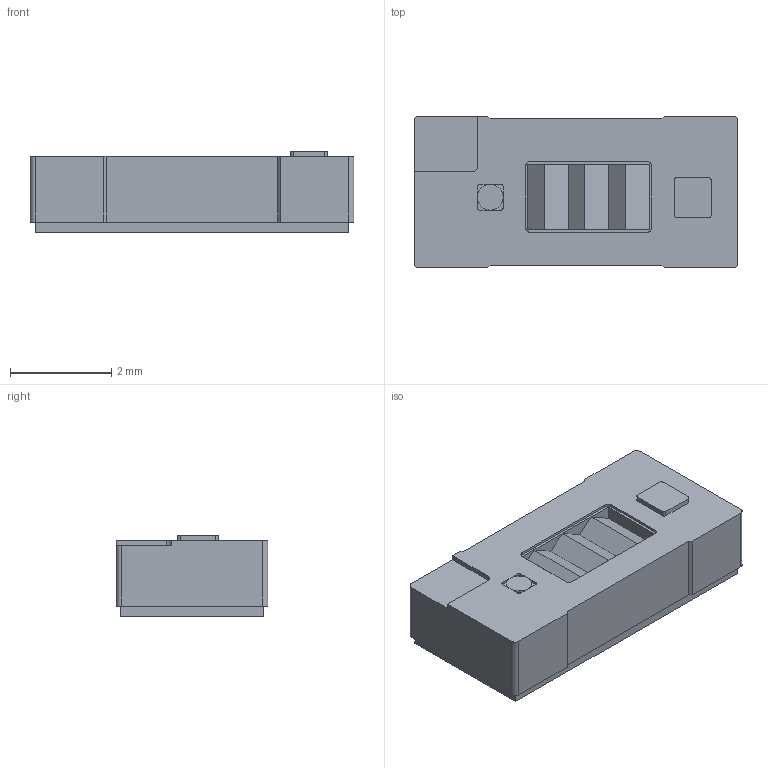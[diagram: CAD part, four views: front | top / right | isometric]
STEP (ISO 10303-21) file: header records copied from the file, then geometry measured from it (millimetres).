
FILE_DESCRIPTION(/* description */ (''),/* implementation_level */ '2;1');
FILE_NAME(/* name */ 'VL53L5CX.step',/* time_stamp */ '2022-11-06T23:55:17+01:00',/* author */ (''),/* organization */ (''),/* preprocessor_version */ 'ST-DEVELOPER v19.2',/* originating_system */ 'Autodesk Translation Framework v11.17.0.187',/* authorisation */ '');
FILE_SCHEMA (('AUTOMOTIVE_DESIGN { 1 0 10303 214 3 1 1 }'));
Length unit declared in the file: millimetre
Products named in the file (1): VL53L5CX
Bounding box: 6.4 x 3 x 1.61 mm (x, y, z)
Volume: 26.6 mm3; surface area: 130 mm2
Topology: 21 solids, 22 shells, 203 faces, 456 edges, 300 vertices
Faces by surface type: plane 185, cylinder 18
Full cylindrical faces by diameter (mm): 0.51 x1
Entity records: 5584 total; most frequent: CARTESIAN_POINT 960, ORIENTED_EDGE 912, DIRECTION 902, EDGE_CURVE 456, LINE 418, VECTOR 418, VERTEX_POINT 300, AXIS2_PLACEMENT_3D 242
